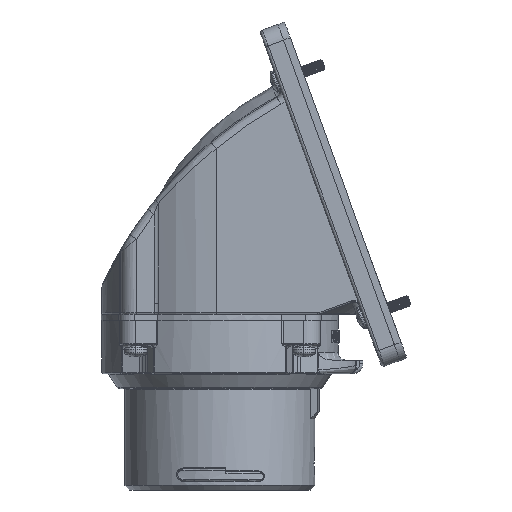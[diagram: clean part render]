
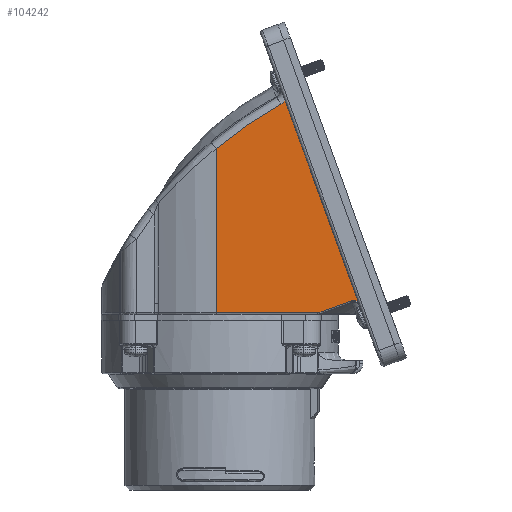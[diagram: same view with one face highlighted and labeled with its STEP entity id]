
A CAD part, front view. The second image highlights one B-rep face of the part: STEP entity #104242.
In plain terms, the highlighted planar face has unit normal (0, -1, 0).
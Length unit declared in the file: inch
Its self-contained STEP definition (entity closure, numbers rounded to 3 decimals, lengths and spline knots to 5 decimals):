
#2264 = VERTEX_POINT ( 'NONE', #70557 ) ;
#3769 = EDGE_CURVE ( 'NONE', #41477, #97295, #157342, .T. ) ;
#10378 = CARTESIAN_POINT ( 'NONE',  ( 1.28239, -1.52556, 0.1008 ) ) ;
#11149 = LINE ( 'NONE', #126689, #59401 ) ;
#12187 = VECTOR ( 'NONE', #113785, 39.37008 ) ;
#12259 = CARTESIAN_POINT ( 'NONE',  ( 1.27123, -1.52556, 0.09843 ) ) ;
#12795 = FACE_OUTER_BOUND ( 'NONE', #107038, .T. ) ;
#13371 = VERTEX_POINT ( 'NONE', #26721 ) ;
#14684 = ORIENTED_EDGE ( 'NONE', *, *, #67104, .T. ) ;
#18851 = CARTESIAN_POINT ( 'NONE',  ( 0.71247, -1.52556, 2.75492 ) ) ;
#25660 = ORIENTED_EDGE ( 'NONE', *, *, #3769, .T. ) ;
#26721 = CARTESIAN_POINT ( 'NONE',  ( 1.78901, -1.52556, 0.2424 ) ) ;
#29122 = CARTESIAN_POINT ( 'NONE',  ( 0.68949, -1.52556, 2.97092 ) ) ;
#30082 = DIRECTION ( 'NONE',  ( 0., 0., -1. ) ) ;
#32996 = CIRCLE ( 'NONE', #57015, 0.2 ) ;
#34096 = CARTESIAN_POINT ( 'NONE',  ( 1.28024, -1.52556, 0.10001 ) ) ;
#35194 = CARTESIAN_POINT ( 'NONE',  ( -0.04719, -1.52556, 2.22199 ) ) ;
#39281 = ORIENTED_EDGE ( 'NONE', *, *, #120058, .T. ) ;
#40535 = ORIENTED_EDGE ( 'NONE', *, *, #85154, .T. ) ;
#41477 = VERTEX_POINT ( 'NONE', #35194 ) ;
#42040 = CARTESIAN_POINT ( 'NONE',  ( 0.08253, -1.52556, 2.33109 ) ) ;
#43829 = VERTEX_POINT ( 'NONE', #94346 ) ;
#46635 = VECTOR ( 'NONE', #74453, 39.37008 ) ;
#47146 = DIRECTION ( 'NONE',  ( 0., 1., 0. ) ) ;
#49148 = VERTEX_POINT ( 'NONE', #149181 ) ;
#51313 = PLANE ( 'NONE',  #62815 ) ;
#53647 = B_SPLINE_CURVE_WITH_KNOTS ( 'NONE', 3,
 ( #125330, #12259, #62500, #113569, #34096, #163016 ),
 .UNSPECIFIED., .F., .F.,
 ( 4, 2, 4 ),
 ( 0., 0.5, 1. ),
 .UNSPECIFIED. ) ;
#57015 = AXIS2_PLACEMENT_3D ( 'NONE', #29122, #81813, #132068 ) ;
#57337 = CARTESIAN_POINT ( 'NONE',  ( 0.49598, -1.52556, 2.6231 ) ) ;
#59382 = VERTEX_POINT ( 'NONE', #103342 ) ;
#59401 = VECTOR ( 'NONE', #114120, 39.37008 ) ;
#62500 = CARTESIAN_POINT ( 'NONE',  ( 1.27352, -1.52556, 0.09863 ) ) ;
#62721 = LINE ( 'NONE', #76934, #12187 ) ;
#62815 = AXIS2_PLACEMENT_3D ( 'NONE', #129994, #116588, #79757 ) ;
#62856 = CIRCLE ( 'NONE', #114023, 0.09969 ) ;
#67104 = EDGE_CURVE ( 'NONE', #43829, #141272, #53647, .T. ) ;
#67428 = ORIENTED_EDGE ( 'NONE', *, *, #129181, .T. ) ;
#70557 = CARTESIAN_POINT ( 'NONE',  ( 0.8427, -1.52556, 2.84236 ) ) ;
#70716 = CARTESIAN_POINT ( 'NONE',  ( 0.63954, -1.52556, 2.7121 ) ) ;
#74453 = DIRECTION ( 'NONE',  ( -0.342, 0., 0.94 ) ) ;
#76934 = CARTESIAN_POINT ( 'NONE',  ( 2.12412, -1.52556, 0.40716 ) ) ;
#77764 = EDGE_CURVE ( 'NONE', #2264, #49148, #32996, .T. ) ;
#79757 = DIRECTION ( 'NONE',  ( 0.342, 0., -0.94 ) ) ;
#80513 = ORIENTED_EDGE ( 'NONE', *, *, #77764, .T. ) ;
#81813 = DIRECTION ( 'NONE',  ( 0., 1., 0. ) ) ;
#82695 = EDGE_CURVE ( 'NONE', #141272, #59382, #62721, .T. ) ;
#85154 = EDGE_CURVE ( 'NONE', #59382, #13371, #62856, .T. ) ;
#91767 = VECTOR ( 'NONE', #30082, 39.37008 ) ;
#93705 = CARTESIAN_POINT ( 'NONE',  ( -0.04719, -1.52556, 0.07874 ) ) ;
#94346 = CARTESIAN_POINT ( 'NONE',  ( 1.26894, -1.52556, 0.09843 ) ) ;
#94735 = CARTESIAN_POINT ( 'NONE',  ( -0.04719, -1.52556, 2.22199 ) ) ;
#96676 = CARTESIAN_POINT ( 'NONE',  ( 0.2169, -1.52556, 2.43342 ) ) ;
#97295 = VERTEX_POINT ( 'NONE', #112195 ) ;
#97924 = ORIENTED_EDGE ( 'NONE', *, *, #82695, .T. ) ;
#103342 = CARTESIAN_POINT ( 'NONE',  ( 1.70008, -1.52556, 0.25282 ) ) ;
#104242 = ADVANCED_FACE ( 'NONE', ( #12795 ), #51313, .F. ) ;
#107038 = EDGE_LOOP ( 'NONE', ( #25660, #39281, #14684, #97924, #40535, #133259, #80513, #67428 ) ) ;
#109226 = CARTESIAN_POINT ( 'NONE',  ( 0.42535, -1.52556, 2.57693 ) ) ;
#112195 = CARTESIAN_POINT ( 'NONE',  ( -0.04719, -1.52556, 0.09843 ) ) ;
#113569 = CARTESIAN_POINT ( 'NONE',  ( 1.27803, -1.52556, 0.09942 ) ) ;
#113785 = DIRECTION ( 'NONE',  ( 0.94, 0., 0.342 ) ) ;
#114023 = AXIS2_PLACEMENT_3D ( 'NONE', #136720, #47146, #121677 ) ;
#114120 = DIRECTION ( 'NONE',  ( 1., 0., 0. ) ) ;
#114955 = B_SPLINE_CURVE_WITH_KNOTS ( 'NONE', 3,
 ( #133568, #18851, #70716, #57337, #109226, #96676, #42040, #94735 ),
 .UNSPECIFIED., .F., .F.,
 ( 4, 2, 2, 4 ),
 ( 0., 0.25, 0.5, 1. ),
 .UNSPECIFIED. ) ;
#116588 = DIRECTION ( 'NONE',  ( 0., 1., 0. ) ) ;
#120058 = EDGE_CURVE ( 'NONE', #97295, #43829, #11149, .T. ) ;
#121677 = DIRECTION ( 'NONE',  ( 0.342, 0., -0.94 ) ) ;
#125330 = CARTESIAN_POINT ( 'NONE',  ( 1.26894, -1.52556, 0.09843 ) ) ;
#125807 = EDGE_CURVE ( 'NONE', #13371, #2264, #149837, .T. ) ;
#126689 = CARTESIAN_POINT ( 'NONE',  ( 1.26894, -1.52556, 0.09843 ) ) ;
#129181 = EDGE_CURVE ( 'NONE', #49148, #41477, #114955, .T. ) ;
#129994 = CARTESIAN_POINT ( 'NONE',  ( 2.14454, -1.52556, 0.35108 ) ) ;
#132068 = DIRECTION ( 'NONE',  ( 0.342, 0., -0.94 ) ) ;
#133259 = ORIENTED_EDGE ( 'NONE', *, *, #125807, .T. ) ;
#133568 = CARTESIAN_POINT ( 'NONE',  ( 0.78656, -1.52556, 2.79606 ) ) ;
#136720 = CARTESIAN_POINT ( 'NONE',  ( 1.73417, -1.52556, 0.15915 ) ) ;
#138092 = CARTESIAN_POINT ( 'NONE',  ( 1.79567, -1.52556, 0.2241 ) ) ;
#141272 = VERTEX_POINT ( 'NONE', #10378 ) ;
#149181 = CARTESIAN_POINT ( 'NONE',  ( 0.78656, -1.52556, 2.79606 ) ) ;
#149837 = LINE ( 'NONE', #138092, #46635 ) ;
#157342 = LINE ( 'NONE', #93705, #91767 ) ;
#163016 = CARTESIAN_POINT ( 'NONE',  ( 1.28239, -1.52556, 0.1008 ) ) ;
